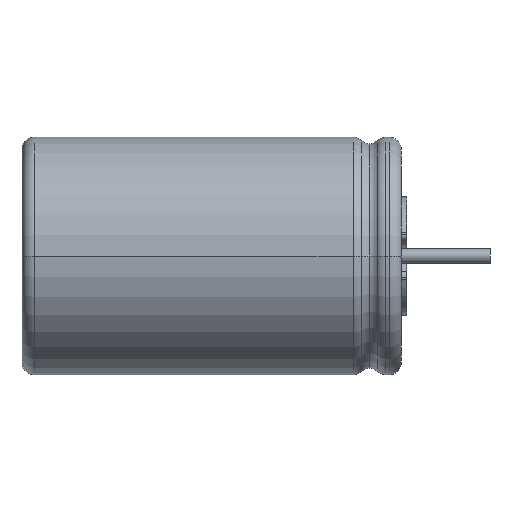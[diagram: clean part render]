
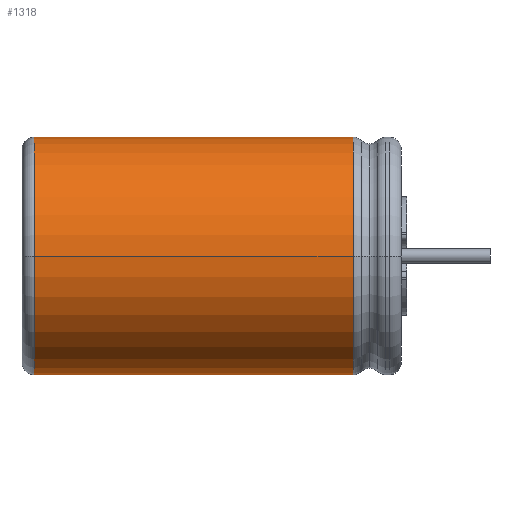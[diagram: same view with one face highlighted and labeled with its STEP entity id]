
A CAD part, left-side view. The second image highlights one B-rep face of the part: STEP entity #1318.
In plain terms, the highlighted cylindrical face has radius 5.025 mm (diameter 10.051 mm), a partial arc.
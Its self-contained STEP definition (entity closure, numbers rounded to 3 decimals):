
#33 = CARTESIAN_POINT ( 'NONE',  ( 0., 12.922, 5.025 ) ) ;
#49 = DIRECTION ( 'NONE',  ( 1., 0., 0. ) ) ;
#243 = AXIS2_PLACEMENT_3D ( 'NONE', #2127, #3184, #49 ) ;
#502 = AXIS2_PLACEMENT_3D ( 'NONE', #1108, #2837, #3201 ) ;
#550 = ORIENTED_EDGE ( 'NONE', *, *, #4333, .F. ) ;
#617 = EDGE_CURVE ( 'NONE', #2590, #951, #2418, .T. ) ;
#629 = LINE ( 'NONE', #4191, #1500 ) ;
#650 = CYLINDRICAL_SURFACE ( 'NONE', #502, 5.025 ) ;
#659 = DIRECTION ( 'NONE',  ( 0., -1., 0. ) ) ;
#807 = VERTEX_POINT ( 'NONE', #3043 ) ;
#811 = DIRECTION ( 'NONE',  ( 0., -1., 0. ) ) ;
#951 = VERTEX_POINT ( 'NONE', #3487 ) ;
#1076 = VERTEX_POINT ( 'NONE', #1246 ) ;
#1108 = CARTESIAN_POINT ( 'NONE',  ( 0., 12.922, 0. ) ) ;
#1246 = CARTESIAN_POINT ( 'NONE',  ( 0., 16., 5.025 ) ) ;
#1247 = ORIENTED_EDGE ( 'NONE', *, *, #3434, .F. ) ;
#1318 = ADVANCED_FACE ( 'NONE', ( #3689 ), #650, .T. ) ;
#1394 = ORIENTED_EDGE ( 'NONE', *, *, #617, .F. ) ;
#1500 = VECTOR ( 'NONE', #3521, 1000. ) ;
#2127 = CARTESIAN_POINT ( 'NONE',  ( 0., 2.52, 0. ) ) ;
#2418 = CIRCLE ( 'NONE', #243, 5.025 ) ;
#2549 = EDGE_CURVE ( 'NONE', #1076, #807, #3604, .T. ) ;
#2590 = VERTEX_POINT ( 'NONE', #3821 ) ;
#2805 = VECTOR ( 'NONE', #811, 1000. ) ;
#2837 = DIRECTION ( 'NONE',  ( 0., 1., 0. ) ) ;
#3042 = LINE ( 'NONE', #33, #2805 ) ;
#3043 = CARTESIAN_POINT ( 'NONE',  ( 0., 16., -5.025 ) ) ;
#3184 = DIRECTION ( 'NONE',  ( 0., -1., 0. ) ) ;
#3201 = DIRECTION ( 'NONE',  ( 1., 0., 0. ) ) ;
#3434 = EDGE_CURVE ( 'NONE', #1076, #2590, #3042, .T. ) ;
#3442 = ORIENTED_EDGE ( 'NONE', *, *, #2549, .T. ) ;
#3449 = CARTESIAN_POINT ( 'NONE',  ( 0., 16., 0. ) ) ;
#3487 = CARTESIAN_POINT ( 'NONE',  ( 0., 2.52, -5.025 ) ) ;
#3521 = DIRECTION ( 'NONE',  ( 0., 1., 0. ) ) ;
#3604 = CIRCLE ( 'NONE', #4075, 5.025 ) ;
#3689 = FACE_OUTER_BOUND ( 'NONE', #4053, .T. ) ;
#3821 = CARTESIAN_POINT ( 'NONE',  ( 0., 2.52, 5.025 ) ) ;
#3833 = DIRECTION ( 'NONE',  ( 1., 0., 0. ) ) ;
#4053 = EDGE_LOOP ( 'NONE', ( #3442, #550, #1394, #1247 ) ) ;
#4075 = AXIS2_PLACEMENT_3D ( 'NONE', #3449, #659, #3833 ) ;
#4191 = CARTESIAN_POINT ( 'NONE',  ( 0., 12.922, -5.025 ) ) ;
#4333 = EDGE_CURVE ( 'NONE', #951, #807, #629, .T. ) ;
